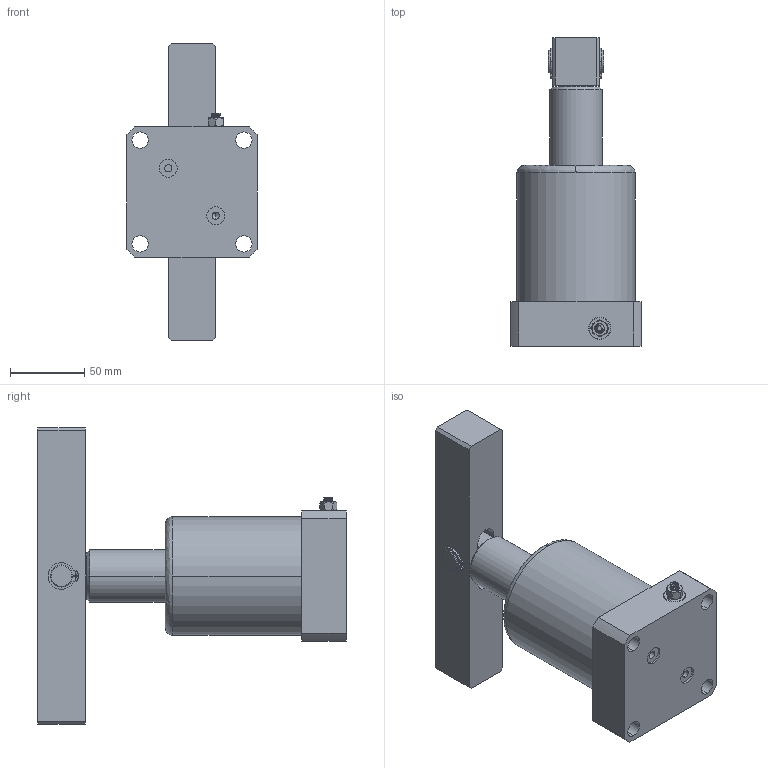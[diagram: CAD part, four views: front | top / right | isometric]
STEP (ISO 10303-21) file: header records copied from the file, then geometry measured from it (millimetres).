
FILE_DESCRIPTION (( 'STEP AP203' ), '1' );
FILE_NAME ('chs-mf63d-e_asm.STEP', '2019-05-06T02:11:23', ( '' ), ( '' ), 'SwSTEP 2.0', 'SolidWorks 2017', '' );
FILE_SCHEMA (( 'CONFIG_CONTROL_DESIGN' ));
Length unit declared in the file: millimetre
Products named in the file (10): CHS-63D-01_3; 傻种; CHS-MF63-03-E; M6_1; CHS-TXF-01_1; CHS-63D-E活塞杆_1; CHS-MF40-TXF-03_1; CHS-MF40-TXF-02_1; chs-mf63d-e_asm; 縐銅
Assembly tree (10 placements, depth 2):
  chs-mf63d-e_asm
    CHS-MF63-03-E
    CHS-63D-01_3
    CHS-TXF-01_1
    CHS-MF40-TXF-03_1
    CHS-MF40-TXF-02_1
    M6_1
    傻种
    縐銅  x2
    CHS-63D-E活塞杆_1
Bounding box: 88 x 208 x 200 mm (x, y, z)
Volume: 778523.9 mm3; surface area: 135980.7 mm2
Topology: 11 solids, 11 shells, 391 faces, 998 edges, 643 vertices
Faces by surface type: cylinder 204, plane 94, cone 60, bspline 33
Entity records: 21657 total; most frequent: CARTESIAN_POINT 12139, ORIENTED_EDGE 1848, DIRECTION 1596, EDGE_CURVE 924, AXIS2_PLACEMENT_3D 627, VERTEX_POINT 603, EDGE_LOOP 427, ADVANCED_FACE 369
